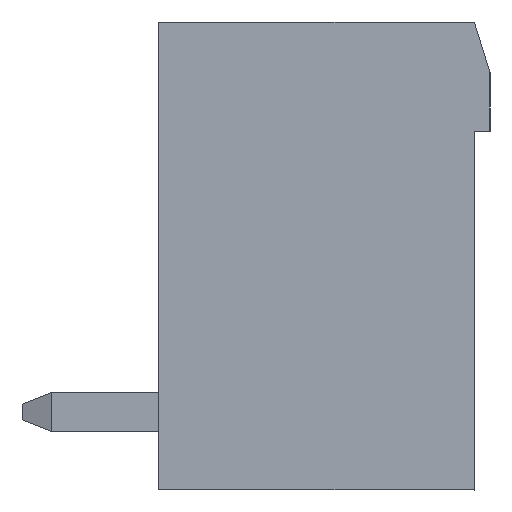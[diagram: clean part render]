
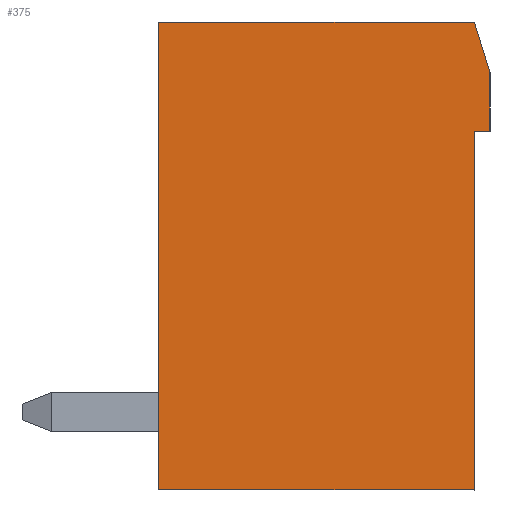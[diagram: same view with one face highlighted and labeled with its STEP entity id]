
A CAD part, left-side view. The second image highlights one B-rep face of the part: STEP entity #375.
In plain terms, the highlighted planar face has unit normal (-1, 0, 0).
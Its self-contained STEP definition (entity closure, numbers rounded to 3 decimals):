
#375=ADVANCED_FACE('',(#865),#866,.T.);
#865=FACE_OUTER_BOUND('',#1477,.T.);
#866=PLANE('',#1478);
#1477=EDGE_LOOP('',(#2556,#2557,#2558,#2559,#2560,#2561,#2562));
#1478=AXIS2_PLACEMENT_3D('',#2563,#2564,#2565);
#2556=ORIENTED_EDGE('',*,*,#3681,.T.);
#2557=ORIENTED_EDGE('',*,*,#3648,.T.);
#2558=ORIENTED_EDGE('',*,*,#3921,.T.);
#2559=ORIENTED_EDGE('',*,*,#3922,.T.);
#2560=ORIENTED_EDGE('',*,*,#3923,.T.);
#2561=ORIENTED_EDGE('',*,*,#3924,.T.);
#2562=ORIENTED_EDGE('',*,*,#3925,.T.);
#2563=CARTESIAN_POINT('',(-10.16,0.0,0.0));
#2564=DIRECTION('',(-1.0,0.0,0.0));
#2565=DIRECTION('',(0.0,0.0,1.0));
#3648=EDGE_CURVE('',#4378,#4376,#4379,.T.);
#3681=EDGE_CURVE('',#4433,#4378,#4436,.T.);
#3921=EDGE_CURVE('',#4376,#4786,#4787,.T.);
#3922=EDGE_CURVE('',#4786,#4788,#4789,.T.);
#3923=EDGE_CURVE('',#4788,#4790,#4791,.T.);
#3924=EDGE_CURVE('',#4790,#4792,#4793,.T.);
#3925=EDGE_CURVE('',#4792,#4433,#4794,.T.);
#4376=VERTEX_POINT('',#5418);
#4378=VERTEX_POINT('',#5421);
#4379=LINE('',#5422,#5423);
#4433=VERTEX_POINT('',#5499);
#4436=LINE('',#5504,#5505);
#4786=VERTEX_POINT('',#6022);
#4787=LINE('',#6023,#6024);
#4788=VERTEX_POINT('',#6025);
#4789=LINE('',#6026,#6027);
#4790=VERTEX_POINT('',#6028);
#4791=LINE('',#6029,#6030);
#4792=VERTEX_POINT('',#6031);
#4793=LINE('',#6032,#6033);
#4794=LINE('',#6034,#6035);
#5418=CARTESIAN_POINT('',(-10.16,4.05,6.0));
#5421=CARTESIAN_POINT('',(-10.16,-4.05,6.0));
#5422=CARTESIAN_POINT('',(-10.16,-4.05,6.0));
#5423=VECTOR('',#7471,1000.0);
#5499=CARTESIAN_POINT('',(-10.16,-4.45,4.7));
#5504=CARTESIAN_POINT('',(-10.16,-4.45,4.7));
#5505=VECTOR('',#7508,1000.0);
#6022=CARTESIAN_POINT('',(-10.16,4.05,-6.0));
#6023=CARTESIAN_POINT('',(-10.16,4.05,6.0));
#6024=VECTOR('',#7703,1000.0);
#6025=CARTESIAN_POINT('',(-10.16,-4.05,-6.0));
#6026=CARTESIAN_POINT('',(-10.16,4.05,-6.0));
#6027=VECTOR('',#7704,1000.0);
#6028=CARTESIAN_POINT('',(-10.16,-4.05,3.2));
#6029=CARTESIAN_POINT('',(-10.16,-4.05,-6.0));
#6030=VECTOR('',#7705,1000.0);
#6031=CARTESIAN_POINT('',(-10.16,-4.45,3.2));
#6032=CARTESIAN_POINT('',(-10.16,-4.05,3.2));
#6033=VECTOR('',#7706,1000.0);
#6034=CARTESIAN_POINT('',(-10.16,-4.45,3.2));
#6035=VECTOR('',#7707,1000.0);
#7471=DIRECTION('',(0.0,1.0,0.0));
#7508=DIRECTION('',(0.0,0.294,0.956));
#7703=DIRECTION('',(0.0,0.,-1.0));
#7704=DIRECTION('',(0.0,-1.0,0.0));
#7705=DIRECTION('',(0.0,0.0,1.0));
#7706=DIRECTION('',(0.0,-1.0,0.0));
#7707=DIRECTION('',(0.0,0.0,1.0));
